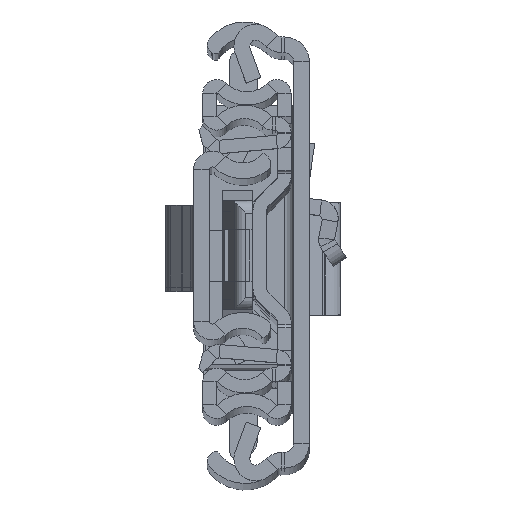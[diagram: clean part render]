
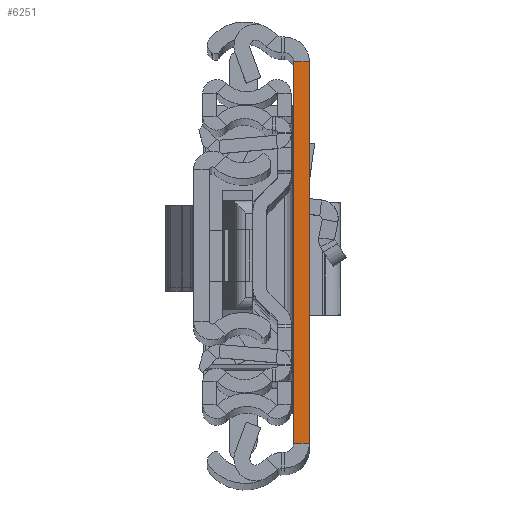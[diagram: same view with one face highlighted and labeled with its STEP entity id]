
A CAD part, top view. The second image highlights one B-rep face of the part: STEP entity #6251.
In plain terms, the highlighted planar face has unit normal (0, 0, 1).
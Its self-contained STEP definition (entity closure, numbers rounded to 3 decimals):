
#106 = VERTEX_POINT ( 'NONE', #10223 ) ;
#684 = VERTEX_POINT ( 'NONE', #8137 ) ;
#1243 = LINE ( 'NONE', #15275, #10772 ) ;
#1615 = ORIENTED_EDGE ( 'NONE', *, *, #8084, .T. ) ;
#2128 = EDGE_LOOP ( 'NONE', ( #8119, #14250, #15675, #1615 ) ) ;
#3663 = DIRECTION ( 'NONE',  ( 0., 0., -1. ) ) ;
#3918 = DIRECTION ( 'NONE',  ( 0., 1., 0. ) ) ;
#4012 = DIRECTION ( 'NONE',  ( 0., 1., 0. ) ) ;
#5068 = PLANE ( 'NONE',  #12669 ) ;
#6026 = EDGE_CURVE ( 'NONE', #17927, #7724, #13458, .T. ) ;
#6251 = ADVANCED_FACE ( 'NONE', ( #10688 ), #5068, .F. ) ;
#6530 = DIRECTION ( 'NONE',  ( 1., 0., 0. ) ) ;
#6860 = VECTOR ( 'NONE', #7036, 1000. ) ;
#6983 = VECTOR ( 'NONE', #6530, 1000. ) ;
#7036 = DIRECTION ( 'NONE',  ( 1., 0., 0. ) ) ;
#7211 = VECTOR ( 'NONE', #13379, 1000. ) ;
#7646 = EDGE_CURVE ( 'NONE', #17927, #684, #1243, .T. ) ;
#7724 = VERTEX_POINT ( 'NONE', #10096 ) ;
#7933 = CARTESIAN_POINT ( 'NONE',  ( 2.6, -31.5, 0. ) ) ;
#8084 = EDGE_CURVE ( 'NONE', #7724, #106, #17801, .T. ) ;
#8119 = ORIENTED_EDGE ( 'NONE', *, *, #14193, .F. ) ;
#8137 = CARTESIAN_POINT ( 'NONE',  ( 0., 31.5, 0. ) ) ;
#8234 = CARTESIAN_POINT ( 'NONE',  ( 0., -31.5, 0. ) ) ;
#10096 = CARTESIAN_POINT ( 'NONE',  ( 2.6, -31.5, 0. ) ) ;
#10223 = CARTESIAN_POINT ( 'NONE',  ( 2.6, 31.5, 0. ) ) ;
#10688 = FACE_OUTER_BOUND ( 'NONE', #2128, .T. ) ;
#10772 = VECTOR ( 'NONE', #3918, 1000. ) ;
#10783 = CARTESIAN_POINT ( 'NONE',  ( 2.6, -31.5, 0. ) ) ;
#12669 = AXIS2_PLACEMENT_3D ( 'NONE', #10783, #3663, #4012 ) ;
#13379 = DIRECTION ( 'NONE',  ( 0., 1., 0. ) ) ;
#13458 = LINE ( 'NONE', #7933, #6983 ) ;
#13502 = CARTESIAN_POINT ( 'NONE',  ( 2.6, 31.5, 0. ) ) ;
#14193 = EDGE_CURVE ( 'NONE', #684, #106, #17726, .T. ) ;
#14250 = ORIENTED_EDGE ( 'NONE', *, *, #7646, .F. ) ;
#15275 = CARTESIAN_POINT ( 'NONE',  ( 0., -31.5, 0. ) ) ;
#15675 = ORIENTED_EDGE ( 'NONE', *, *, #6026, .T. ) ;
#16493 = CARTESIAN_POINT ( 'NONE',  ( 2.6, -31.5, 0. ) ) ;
#17726 = LINE ( 'NONE', #13502, #6860 ) ;
#17801 = LINE ( 'NONE', #16493, #7211 ) ;
#17927 = VERTEX_POINT ( 'NONE', #8234 ) ;
